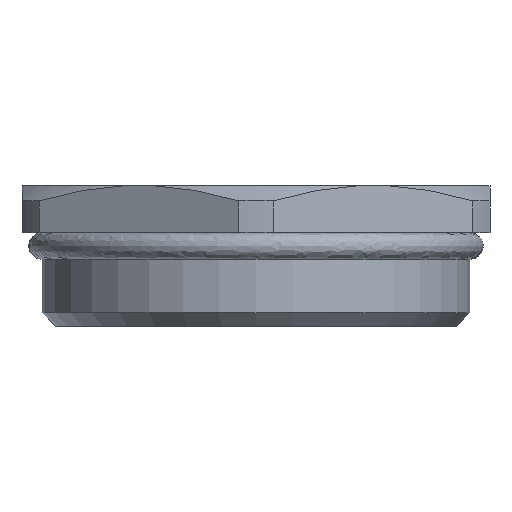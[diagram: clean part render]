
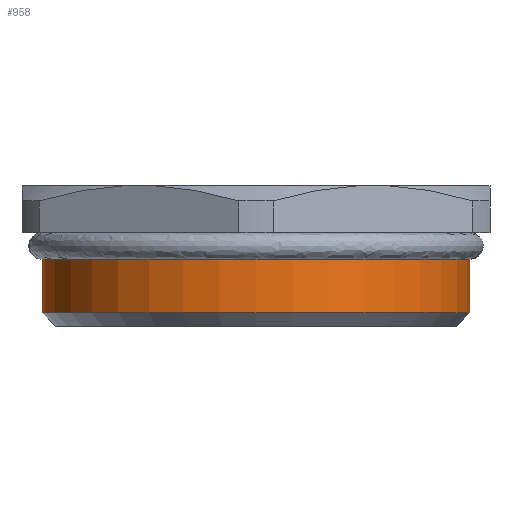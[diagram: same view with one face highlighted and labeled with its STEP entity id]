
A CAD part, left-side view. The second image highlights one B-rep face of the part: STEP entity #958.
In plain terms, the highlighted cylindrical face has radius 16 mm (diameter 32 mm), a full revolution.
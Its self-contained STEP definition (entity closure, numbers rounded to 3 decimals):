
#939=CYLINDRICAL_SURFACE('',#3861,16.);
#958=ADVANCED_FACE('',(#1194,#1195),#939,.T.);
#1194=FACE_BOUND('',#1231,.T.);
#1195=FACE_BOUND('',#1232,.T.);
#1231=EDGE_LOOP('',(#1447));
#1232=EDGE_LOOP('',(#1448));
#1447=ORIENTED_EDGE('',*,*,#2293,.F.);
#1448=ORIENTED_EDGE('',*,*,#2294,.F.);
#2079=VERTEX_POINT('',#5026);
#2080=VERTEX_POINT('',#5028);
#2293=EDGE_CURVE('',#2079,#2079,#2563,.T.);
#2294=EDGE_CURVE('',#2080,#2080,#2564,.T.);
#2563=CIRCLE('',#3859,16.);
#2564=CIRCLE('',#3860,16.);
#3859=AXIS2_PLACEMENT_3D('',#5025,#4200,#4201);
#3860=AXIS2_PLACEMENT_3D('',#5027,#4202,#4203);
#3861=AXIS2_PLACEMENT_3D('',#5029,#4204,#4205);
#4200=DIRECTION('',(0.,0.,1.));
#4201=DIRECTION('',(-1.,0.,0.));
#4202=DIRECTION('',(0.,0.,-1.));
#4203=DIRECTION('',(1.,0.,0.));
#4204=DIRECTION('',(0.,0.,-1.));
#4205=DIRECTION('',(1.,0.,0.));
#5025=CARTESIAN_POINT('',(0.,0.,-2.));
#5026=CARTESIAN_POINT('',(-16.,0.,-2.));
#5027=CARTESIAN_POINT('',(0.,0.,-6.));
#5028=CARTESIAN_POINT('',(16.,0.,-6.));
#5029=CARTESIAN_POINT('',(0.,0.,-1.8));
